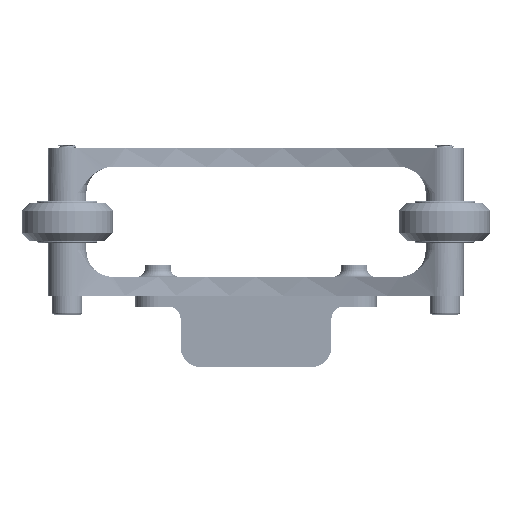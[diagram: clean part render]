
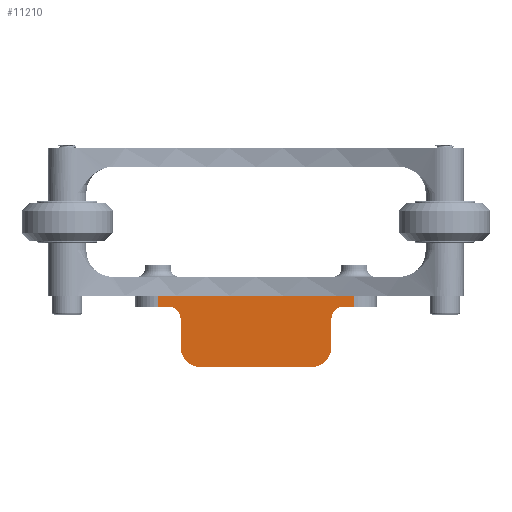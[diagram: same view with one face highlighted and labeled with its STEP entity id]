
A CAD part, front view. The second image highlights one B-rep face of the part: STEP entity #11210.
In plain terms, the highlighted planar face has unit normal (0, -1, 0).
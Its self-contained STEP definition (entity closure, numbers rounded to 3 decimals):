
#576=PLANE('',#12509);
#845=CIRCLE('',#12507,5.5);
#847=CIRCLE('',#12510,5.5);
#848=CIRCLE('',#12511,3.);
#849=CIRCLE('',#12512,3.);
#1430=FACE_OUTER_BOUND('',#2094,.T.);
#2094=EDGE_LOOP('',(#9146,#9147,#9148,#9149,#9150,#9151,#9152,#9153,#9154,
#9155,#9156,#9157));
#3434=LINE('',#32051,#4003);
#3437=LINE('',#32061,#4006);
#3438=LINE('',#32065,#4007);
#3439=LINE('',#32069,#4008);
#3440=LINE('',#32071,#4009);
#3441=LINE('',#32073,#4010);
#3442=LINE('',#32075,#4011);
#3443=LINE('',#32077,#4012);
#4003=VECTOR('',#14645,10.);
#4006=VECTOR('',#14656,10.);
#4007=VECTOR('',#14659,10.);
#4008=VECTOR('',#14662,10.);
#4009=VECTOR('',#14663,10.);
#4010=VECTOR('',#14664,10.);
#4011=VECTOR('',#14665,10.);
#4012=VECTOR('',#14666,10.);
#4908=VERTEX_POINT('',#32048);
#4909=VERTEX_POINT('',#32050);
#4910=VERTEX_POINT('',#32054);
#4912=VERTEX_POINT('',#32060);
#4913=VERTEX_POINT('',#32062);
#4914=VERTEX_POINT('',#32064);
#4915=VERTEX_POINT('',#32066);
#4916=VERTEX_POINT('',#32068);
#4917=VERTEX_POINT('',#32070);
#4918=VERTEX_POINT('',#32072);
#4919=VERTEX_POINT('',#32074);
#4920=VERTEX_POINT('',#32076);
#6433=EDGE_CURVE('',#4909,#4908,#3434,.T.);
#6435=EDGE_CURVE('',#4910,#4908,#845,.T.);
#6438=EDGE_CURVE('',#4912,#4910,#3437,.T.);
#6439=EDGE_CURVE('',#4913,#4912,#847,.T.);
#6440=EDGE_CURVE('',#4914,#4913,#3438,.T.);
#6441=EDGE_CURVE('',#4915,#4914,#848,.T.);
#6442=EDGE_CURVE('',#4915,#4916,#3439,.T.);
#6443=EDGE_CURVE('',#4917,#4916,#3440,.T.);
#6444=EDGE_CURVE('',#4918,#4917,#3441,.T.);
#6445=EDGE_CURVE('',#4919,#4918,#3442,.T.);
#6446=EDGE_CURVE('',#4920,#4919,#3443,.T.);
#6447=EDGE_CURVE('',#4909,#4920,#849,.T.);
#9146=ORIENTED_EDGE('',*,*,#6435,.F.);
#9147=ORIENTED_EDGE('',*,*,#6438,.F.);
#9148=ORIENTED_EDGE('',*,*,#6439,.F.);
#9149=ORIENTED_EDGE('',*,*,#6440,.F.);
#9150=ORIENTED_EDGE('',*,*,#6441,.F.);
#9151=ORIENTED_EDGE('',*,*,#6442,.T.);
#9152=ORIENTED_EDGE('',*,*,#6443,.F.);
#9153=ORIENTED_EDGE('',*,*,#6444,.F.);
#9154=ORIENTED_EDGE('',*,*,#6445,.F.);
#9155=ORIENTED_EDGE('',*,*,#6446,.F.);
#9156=ORIENTED_EDGE('',*,*,#6447,.F.);
#9157=ORIENTED_EDGE('',*,*,#6433,.T.);
#11210=ADVANCED_FACE('',(#1430),#576,.T.);
#12507=AXIS2_PLACEMENT_3D('',#32055,#14649,#14650);
#12509=AXIS2_PLACEMENT_3D('',#32059,#14654,#14655);
#12510=AXIS2_PLACEMENT_3D('',#32063,#14657,#14658);
#12511=AXIS2_PLACEMENT_3D('',#32067,#14660,#14661);
#12512=AXIS2_PLACEMENT_3D('',#32078,#14667,#14668);
#14645=DIRECTION('',(0.,0.,-1.));
#14649=DIRECTION('center_axis',(0.,1.,0.));
#14650=DIRECTION('ref_axis',(-0.707,0.,-0.707));
#14654=DIRECTION('center_axis',(0.,-1.,0.));
#14655=DIRECTION('ref_axis',(-1.,0.,0.));
#14656=DIRECTION('',(-1.,0.,0.));
#14657=DIRECTION('center_axis',(0.,1.,0.));
#14658=DIRECTION('ref_axis',(0.707,0.,-0.707));
#14659=DIRECTION('',(0.,0.,-1.));
#14660=DIRECTION('center_axis',(0.,-1.,0.));
#14661=DIRECTION('ref_axis',(-0.707,0.,0.707));
#14662=DIRECTION('',(1.,0.,0.));
#14663=DIRECTION('',(0.,0.,-1.));
#14664=DIRECTION('',(1.,0.,0.));
#14665=DIRECTION('',(0.,0.,1.));
#14666=DIRECTION('',(-1.,0.,0.));
#14667=DIRECTION('center_axis',(0.,-1.,0.));
#14668=DIRECTION('ref_axis',(0.707,0.,0.707));
#32048=CARTESIAN_POINT('',(100.,-6.,-23.5));
#32050=CARTESIAN_POINT('',(100.,-6.,-16.));
#32051=CARTESIAN_POINT('',(100.,-6.,-10.));
#32054=CARTESIAN_POINT('',(105.5,-6.,-29.));
#32055=CARTESIAN_POINT('Origin',(105.5,-6.,-23.5));
#32059=CARTESIAN_POINT('Origin',(140.,-6.,-10.));
#32060=CARTESIAN_POINT('',(134.5,-6.,-29.));
#32061=CARTESIAN_POINT('',(140.,-6.,-29.));
#32062=CARTESIAN_POINT('',(140.,-6.,-23.5));
#32063=CARTESIAN_POINT('Origin',(134.5,-6.,-23.5));
#32064=CARTESIAN_POINT('',(140.,-6.,-16.));
#32065=CARTESIAN_POINT('',(140.,-6.,-10.));
#32066=CARTESIAN_POINT('',(143.,-6.,-13.));
#32067=CARTESIAN_POINT('Origin',(143.,-6.,-16.));
#32068=CARTESIAN_POINT('',(146.,-6.,-13.));
#32069=CARTESIAN_POINT('',(150.,-6.,-13.));
#32070=CARTESIAN_POINT('',(146.,-6.,-10.));
#32071=CARTESIAN_POINT('',(146.,-6.,-10.));
#32072=CARTESIAN_POINT('',(94.,-6.,-10.));
#32073=CARTESIAN_POINT('',(125.5,-6.,-10.));
#32074=CARTESIAN_POINT('',(94.,-6.,-13.));
#32075=CARTESIAN_POINT('',(94.,-6.,-10.));
#32076=CARTESIAN_POINT('',(97.,-6.,-13.));
#32077=CARTESIAN_POINT('',(87.155,-6.,-13.));
#32078=CARTESIAN_POINT('Origin',(97.,-6.,-16.));
